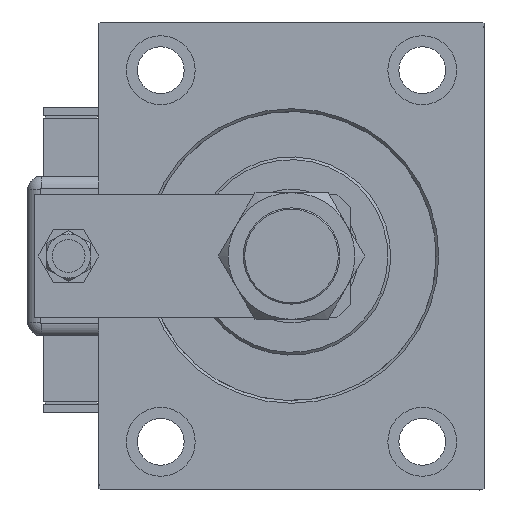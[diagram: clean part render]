
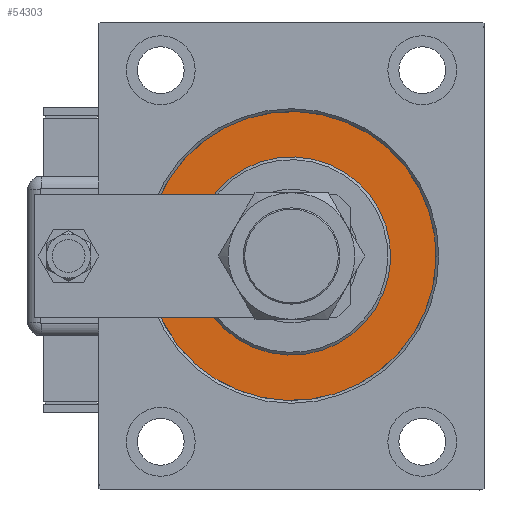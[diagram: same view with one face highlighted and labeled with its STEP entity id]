
A CAD part, left-side view. The second image highlights one B-rep face of the part: STEP entity #54303.
In plain terms, the highlighted face is planar.
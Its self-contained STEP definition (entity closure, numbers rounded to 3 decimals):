
#491 = DIRECTION ( 'NONE',  ( -1., 0., 0. ) ) ;
#2240 = VERTEX_POINT ( 'NONE', #9528 ) ;
#5464 = CARTESIAN_POINT ( 'NONE',  ( 0., 0., -36. ) ) ;
#6469 = DIRECTION ( 'NONE',  ( 0., 0., -1. ) ) ;
#6966 = CIRCLE ( 'NONE', #30844, 52.5 ) ;
#7902 = EDGE_LOOP ( 'NONE', ( #54618, #61340 ) ) ;
#8451 = FACE_OUTER_BOUND ( 'NONE', #20444, .T. ) ;
#9528 = CARTESIAN_POINT ( 'NONE',  ( 0., 0., -52.5 ) ) ;
#10722 = VERTEX_POINT ( 'NONE', #22061 ) ;
#16862 = DIRECTION ( 'NONE',  ( 0., 0., 1. ) ) ;
#16938 = EDGE_CURVE ( 'NONE', #58643, #40596, #54111, .T. ) ;
#17720 = CARTESIAN_POINT ( 'NONE',  ( 0., 0., 0. ) ) ;
#18418 = DIRECTION ( 'NONE',  ( -1., 0., 0. ) ) ;
#20444 = EDGE_LOOP ( 'NONE', ( #37383, #38611 ) ) ;
#22061 = CARTESIAN_POINT ( 'NONE',  ( 0., 0., 52.5 ) ) ;
#27442 = PLANE ( 'NONE',  #40226 ) ;
#27637 = CIRCLE ( 'NONE', #49559, 36. ) ;
#27734 = CARTESIAN_POINT ( 'NONE',  ( 0., 0., 0. ) ) ;
#29431 = CIRCLE ( 'NONE', #58267, 52.5 ) ;
#30064 = EDGE_CURVE ( 'NONE', #40596, #58643, #27637, .T. ) ;
#30444 = DIRECTION ( 'NONE',  ( 1., 0., 0. ) ) ;
#30844 = AXIS2_PLACEMENT_3D ( 'NONE', #17720, #491, #36704 ) ;
#31064 = CARTESIAN_POINT ( 'NONE',  ( 0., 0., 0. ) ) ;
#32622 = CARTESIAN_POINT ( 'NONE',  ( 0., 0., 0. ) ) ;
#34445 = EDGE_CURVE ( 'NONE', #2240, #10722, #6966, .T. ) ;
#36704 = DIRECTION ( 'NONE',  ( 0., 0., 1. ) ) ;
#37383 = ORIENTED_EDGE ( 'NONE', *, *, #34445, .F. ) ;
#37403 = DIRECTION ( 'NONE',  ( 0., 0., 1. ) ) ;
#38124 = CARTESIAN_POINT ( 'NONE',  ( 0., 0., 36. ) ) ;
#38611 = ORIENTED_EDGE ( 'NONE', *, *, #57897, .F. ) ;
#40226 = AXIS2_PLACEMENT_3D ( 'NONE', #46444, #18418, #37403 ) ;
#40596 = VERTEX_POINT ( 'NONE', #38124 ) ;
#43176 = DIRECTION ( 'NONE',  ( 1., 0., 0. ) ) ;
#46444 = CARTESIAN_POINT ( 'NONE',  ( 0., 0., 0. ) ) ;
#47357 = FACE_BOUND ( 'NONE', #7902, .T. ) ;
#49559 = AXIS2_PLACEMENT_3D ( 'NONE', #32622, #43176, #52228 ) ;
#50180 = DIRECTION ( 'NONE',  ( -1., 0., 0. ) ) ;
#51129 = AXIS2_PLACEMENT_3D ( 'NONE', #31064, #30444, #6469 ) ;
#52228 = DIRECTION ( 'NONE',  ( 0., 0., -1. ) ) ;
#54111 = CIRCLE ( 'NONE', #51129, 36. ) ;
#54303 = ADVANCED_FACE ( 'NONE', ( #47357, #8451 ), #27442, .F. ) ;
#54618 = ORIENTED_EDGE ( 'NONE', *, *, #30064, .F. ) ;
#57897 = EDGE_CURVE ( 'NONE', #10722, #2240, #29431, .T. ) ;
#58267 = AXIS2_PLACEMENT_3D ( 'NONE', #27734, #50180, #16862 ) ;
#58643 = VERTEX_POINT ( 'NONE', #5464 ) ;
#61340 = ORIENTED_EDGE ( 'NONE', *, *, #16938, .F. ) ;
